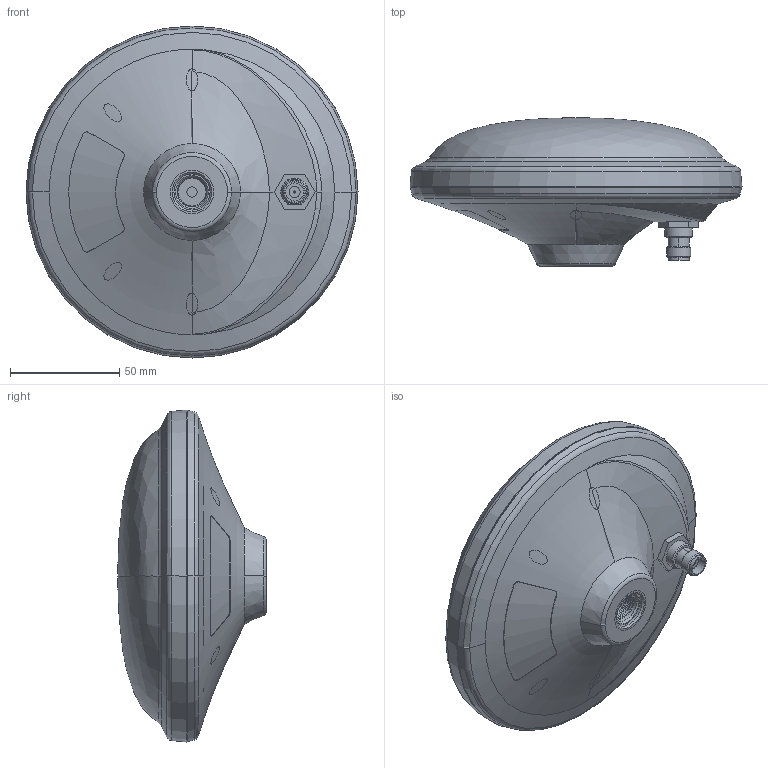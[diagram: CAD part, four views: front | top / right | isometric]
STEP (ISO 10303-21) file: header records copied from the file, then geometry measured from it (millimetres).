
FILE_DESCRIPTION((''),'2;1');
FILE_NAME('TIANXIAN-HEXIN_ASM_2_ASM','2006-12-12T',('ho'),(''),'PRO/ENGINEER BY PARAMETRIC TECHNOLOGY CORPORATION, 2012230','PRO/ENGINEER BY PARAMETRIC TECHNOLOGY CORPORATION, 2012230','');
FILE_SCHEMA(('CONFIG_CONTROL_DESIGN'));
Products named in the file (6): TIANXIAN-HEXIN_2; 5-8-DALUOMU_1; TNC-NEW_1; DIGAI_4; QIANGAI_1; TIANXIAN-HEXIN_ASM_2_ASM
Assembly tree (5 placements, depth 2):
  TIANXIAN-HEXIN_ASM_2_ASM
    TIANXIAN-HEXIN_2
    5-8-DALUOMU_1
    TNC-NEW_1
    DIGAI_4
    QIANGAI_1
Bounding box: 152 x 67.88 x 152 mm (x, y, z)
Volume: 138986.6 mm3; surface area: 147312.6 mm2
Topology: 5 solids, 5 shells, 966 faces, 2774 edges, 1870 vertices
Faces by surface type: plane 427, cylinder 223, cone 132, bspline 89, torus 80, revolution 13, extrusion 2
Entity records: 51003 total; most frequent: CARTESIAN_POINT 19343, ORIENTED_EDGE 5540, DIRECTION 4442, EDGE_CURVE 2770, PRESENTATION_STYLE_ASSIGNMENT 2451, STYLED_ITEM 2449, CURVE_STYLE 2445, VERTEX_POINT 1870
